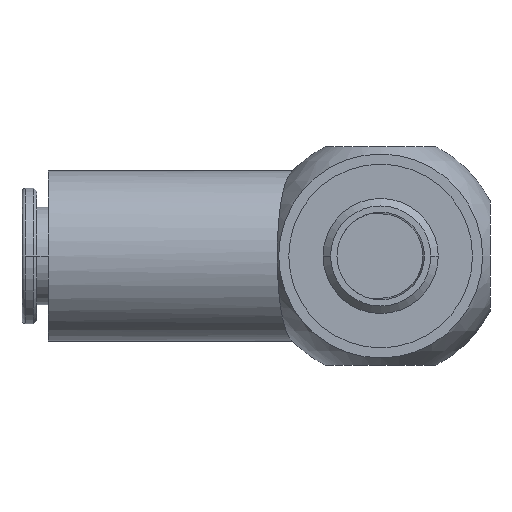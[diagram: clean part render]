
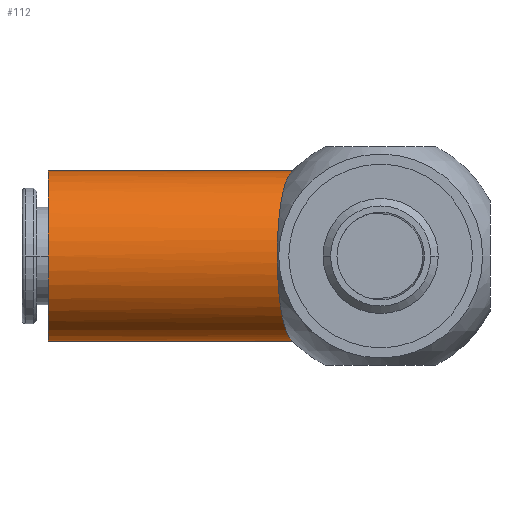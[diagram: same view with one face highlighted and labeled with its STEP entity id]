
A CAD part, front view. The second image highlights one B-rep face of the part: STEP entity #112.
In plain terms, the highlighted cylindrical face has radius 9.75 mm (diameter 19.5 mm), a partial arc.
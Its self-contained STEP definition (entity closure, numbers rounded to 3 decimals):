
#112=ADVANCED_FACE('',(#258),#259,.T.);
#258=FACE_OUTER_BOUND('',#415,.T.);
#259=CYLINDRICAL_SURFACE('',#416,9.75);
#415=EDGE_LOOP('',(#936,#937,#938,#939,#940,#941));
#416=AXIS2_PLACEMENT_3D('',#942,#943,#944);
#936=ORIENTED_EDGE('',*,*,#1018,.T.);
#937=ORIENTED_EDGE('',*,*,#1009,.F.);
#938=ORIENTED_EDGE('',*,*,#1171,.F.);
#939=ORIENTED_EDGE('',*,*,#1013,.F.);
#940=ORIENTED_EDGE('',*,*,#1020,.T.);
#941=ORIENTED_EDGE('',*,*,#1172,.F.);
#942=CARTESIAN_POINT('',(-19.0,11.8,0.0));
#943=DIRECTION('',(1.0,0.0,0.0));
#944=DIRECTION('',(0.0,0.0,-1.0));
#1009=EDGE_CURVE('',#1186,#1188,#1189,.T.);
#1013=EDGE_CURVE('',#1194,#1196,#1197,.T.);
#1018=EDGE_CURVE('',#1205,#1188,#1206,.T.);
#1020=EDGE_CURVE('',#1194,#1207,#1209,.T.);
#1171=EDGE_CURVE('',#1196,#1186,#1451,.T.);
#1172=EDGE_CURVE('',#1205,#1207,#1452,.T.);
#1186=VERTEX_POINT('',#1469);
#1188=VERTEX_POINT('',#1471);
#1189=B_SPLINE_CURVE_WITH_KNOTS('',3,(#1472,#1473,#1474,#1475,#1476,#1477),.UNSPECIFIED.,.F.,.F.,(4,2,4),(57.324,57.698,59.578),.UNSPECIFIED.);
#1194=VERTEX_POINT('',#1491);
#1196=VERTEX_POINT('',#1502);
#1197=B_SPLINE_CURVE_WITH_KNOTS('',3,(#1503,#1504,#1505,#1506,#1507,#1508),.UNSPECIFIED.,.F.,.F.,(4,2,4),(29.871,31.751,32.125),.UNSPECIFIED.);
#1205=VERTEX_POINT('',#1516);
#1206=LINE('',#1517,#1518);
#1207=VERTEX_POINT('',#1519);
#1209=LINE('',#1521,#1522);
#1451=B_SPLINE_CURVE_WITH_KNOTS('',3,(#2074,#2075,#2076,#2077,#2078,#2079,#2080,#2081,#2082,#2083,#2084,#2085,#2086,#2087,#2088,#2089,#2090,#2091,#2092,#2093,#2094,#2095,#2096,#2097,#2098,#2099,#2100,#2101,#2102,#2103),.UNSPECIFIED.,.F.,.F.,(4,2,2,2,2,2,2,2,2,2,2,2,2,2,4),(32.125,33.631,35.511,37.39,39.224,41.057,42.891,44.725,46.558,48.392,50.225,52.059,53.939,55.818,57.324),.UNSPECIFIED.);
#1452=CIRCLE('',#2104,9.75);
#1469=CARTESIAN_POINT('',(-10.296,9.55,-9.487));
#1471=CARTESIAN_POINT('',(-9.792,11.8,-9.75));
#1472=CARTESIAN_POINT('',(-10.296,9.55,-9.487));
#1473=CARTESIAN_POINT('',(-10.268,9.675,-9.516));
#1474=CARTESIAN_POINT('',(-10.241,9.801,-9.544));
#1475=CARTESIAN_POINT('',(-10.074,10.557,-9.692));
#1476=CARTESIAN_POINT('',(-9.932,11.189,-9.75));
#1477=CARTESIAN_POINT('',(-9.792,11.8,-9.75));
#1491=CARTESIAN_POINT('',(-9.792,11.8,9.75));
#1502=CARTESIAN_POINT('',(-10.296,9.55,9.487));
#1503=CARTESIAN_POINT('',(-9.792,11.8,9.75));
#1504=CARTESIAN_POINT('',(-9.932,11.189,9.75));
#1505=CARTESIAN_POINT('',(-10.074,10.557,9.692));
#1506=CARTESIAN_POINT('',(-10.241,9.801,9.544));
#1507=CARTESIAN_POINT('',(-10.268,9.675,9.517));
#1508=CARTESIAN_POINT('',(-10.296,9.55,9.487));
#1516=CARTESIAN_POINT('',(-38.0,11.8,-9.75));
#1517=CARTESIAN_POINT('',(-19.0,11.8,-9.75));
#1518=VECTOR('',#2141,1.0);
#1519=CARTESIAN_POINT('',(-38.0,11.8,9.75));
#1521=CARTESIAN_POINT('',(-19.0,11.8,9.75));
#1522=VECTOR('',#2145,1.0);
#2074=CARTESIAN_POINT('',(-10.296,9.55,9.487));
#2075=CARTESIAN_POINT('',(-10.406,9.046,9.367));
#2076=CARTESIAN_POINT('',(-10.513,8.547,9.206));
#2077=CARTESIAN_POINT('',(-10.743,7.46,8.755));
#2078=CARTESIAN_POINT('',(-10.864,6.881,8.443));
#2079=CARTESIAN_POINT('',(-11.084,5.808,7.718));
#2080=CARTESIAN_POINT('',(-11.183,5.314,7.306));
#2081=CARTESIAN_POINT('',(-11.356,4.451,6.436));
#2082=CARTESIAN_POINT('',(-11.435,4.05,5.95));
#2083=CARTESIAN_POINT('',(-11.573,3.342,4.892));
#2084=CARTESIAN_POINT('',(-11.633,3.035,4.319));
#2085=CARTESIAN_POINT('',(-11.728,2.541,3.123));
#2086=CARTESIAN_POINT('',(-11.764,2.354,2.499));
#2087=CARTESIAN_POINT('',(-11.81,2.108,1.243));
#2088=CARTESIAN_POINT('',(-11.822,2.05,0.611));
#2089=CARTESIAN_POINT('',(-11.822,2.05,-0.611));
#2090=CARTESIAN_POINT('',(-11.81,2.108,-1.243));
#2091=CARTESIAN_POINT('',(-11.764,2.354,-2.499));
#2092=CARTESIAN_POINT('',(-11.728,2.541,-3.123));
#2093=CARTESIAN_POINT('',(-11.633,3.035,-4.319));
#2094=CARTESIAN_POINT('',(-11.573,3.342,-4.892));
#2095=CARTESIAN_POINT('',(-11.435,4.05,-5.95));
#2096=CARTESIAN_POINT('',(-11.356,4.451,-6.436));
#2097=CARTESIAN_POINT('',(-11.183,5.314,-7.306));
#2098=CARTESIAN_POINT('',(-11.084,5.808,-7.718));
#2099=CARTESIAN_POINT('',(-10.864,6.881,-8.443));
#2100=CARTESIAN_POINT('',(-10.743,7.46,-8.755));
#2101=CARTESIAN_POINT('',(-10.513,8.547,-9.206));
#2102=CARTESIAN_POINT('',(-10.406,9.046,-9.367));
#2103=CARTESIAN_POINT('',(-10.296,9.55,-9.487));
#2104=AXIS2_PLACEMENT_3D('',#2432,#2433,#2434);
#2141=DIRECTION('',(1.0,0.0,0.0));
#2145=DIRECTION('',(-1.0,-0.0,-0.0));
#2432=CARTESIAN_POINT('',(-38.0,11.8,0.0));
#2433=DIRECTION('',(-1.0,0.0,0.0));
#2434=DIRECTION('',(0.0,0.0,-1.0));
